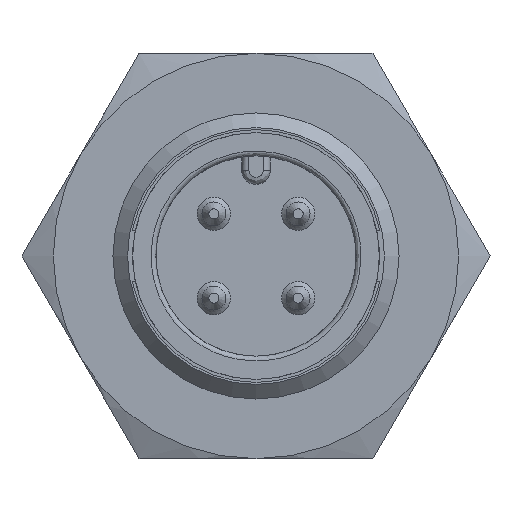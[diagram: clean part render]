
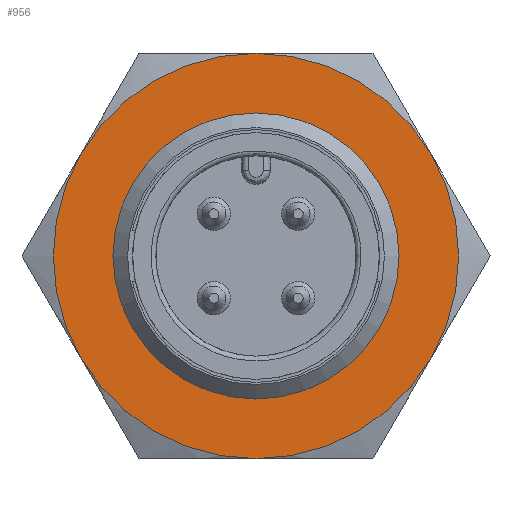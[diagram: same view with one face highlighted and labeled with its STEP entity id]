
A CAD part, left-side view. The second image highlights one B-rep face of the part: STEP entity #956.
In plain terms, the highlighted face is planar.
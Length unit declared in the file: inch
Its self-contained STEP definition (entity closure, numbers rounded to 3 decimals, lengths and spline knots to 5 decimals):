
#167 = CARTESIAN_POINT ( 'NONE',  ( 0., 1.09843, 0. ) ) ;
#367 = VERTEX_POINT ( 'NONE', #4811 ) ;
#534 = FACE_BOUND ( 'NONE', #2496, .T. ) ;
#546 = CARTESIAN_POINT ( 'NONE',  ( 0., 1.09843, 0. ) ) ;
#766 = CIRCLE ( 'NONE', #4837, 0.33465 ) ;
#800 = ORIENTED_EDGE ( 'NONE', *, *, #3650, .F. ) ;
#822 = DIRECTION ( 'NONE',  ( 0., 0., -1. ) ) ;
#956 = ADVANCED_FACE ( 'NONE', ( #1762, #534 ), #4287, .F. ) ;
#1078 = DIRECTION ( 'NONE',  ( 0., 0., 1. ) ) ;
#1233 = VERTEX_POINT ( 'NONE', #1939 ) ;
#1245 = CARTESIAN_POINT ( 'NONE',  ( 0., 1.09843, 0. ) ) ;
#1257 = VERTEX_POINT ( 'NONE', #3859 ) ;
#1302 = CIRCLE ( 'NONE', #5046, 0.33465 ) ;
#1348 = EDGE_CURVE ( 'NONE', #1233, #367, #3181, .T. ) ;
#1533 = ORIENTED_EDGE ( 'NONE', *, *, #4826, .F. ) ;
#1645 = CARTESIAN_POINT ( 'NONE',  ( 0.28981, 1.09843, 0.16732 ) ) ;
#1652 = CARTESIAN_POINT ( 'NONE',  ( 0.33465, 1.09843, 0. ) ) ;
#1679 = AXIS2_PLACEMENT_3D ( 'NONE', #1652, #2124, #3807 ) ;
#1693 = CARTESIAN_POINT ( 'NONE',  ( 0., 1.09843, 0. ) ) ;
#1719 = VERTEX_POINT ( 'NONE', #1645 ) ;
#1762 = FACE_OUTER_BOUND ( 'NONE', #3867, .T. ) ;
#1775 = CARTESIAN_POINT ( 'NONE',  ( -0.28981, 1.09843, -0.16732 ) ) ;
#1796 = EDGE_CURVE ( 'NONE', #3730, #1719, #3630, .T. ) ;
#1939 = CARTESIAN_POINT ( 'NONE',  ( 0.28981, 1.09843, -0.16732 ) ) ;
#1947 = VERTEX_POINT ( 'NONE', #4869 ) ;
#1982 = CARTESIAN_POINT ( 'NONE',  ( 0., 1.09843, 0. ) ) ;
#1984 = DIRECTION ( 'NONE',  ( 0., 1., 0. ) ) ;
#2084 = DIRECTION ( 'NONE',  ( 0., 0., 1. ) ) ;
#2093 = ORIENTED_EDGE ( 'NONE', *, *, #1348, .F. ) ;
#2124 = DIRECTION ( 'NONE',  ( 0., 1., 0. ) ) ;
#2179 = ORIENTED_EDGE ( 'NONE', *, *, #2280, .F. ) ;
#2269 = CARTESIAN_POINT ( 'NONE',  ( 0., 1.09843, 0. ) ) ;
#2280 = EDGE_CURVE ( 'NONE', #1257, #3730, #2453, .T. ) ;
#2415 = ORIENTED_EDGE ( 'NONE', *, *, #3856, .F. ) ;
#2453 = CIRCLE ( 'NONE', #3676, 0.33465 ) ;
#2496 = EDGE_LOOP ( 'NONE', ( #2415 ) ) ;
#2666 = DIRECTION ( 'NONE',  ( 0., 0., 1. ) ) ;
#2689 = AXIS2_PLACEMENT_3D ( 'NONE', #546, #5233, #2666 ) ;
#2873 = ORIENTED_EDGE ( 'NONE', *, *, #4270, .F. ) ;
#2930 = DIRECTION ( 'NONE',  ( 0., 1., 0. ) ) ;
#2994 = VERTEX_POINT ( 'NONE', #1775 ) ;
#3120 = DIRECTION ( 'NONE',  ( 0., 1., 0. ) ) ;
#3181 = CIRCLE ( 'NONE', #5065, 0.33465 ) ;
#3267 = DIRECTION ( 'NONE',  ( 0., 0., 1. ) ) ;
#3362 = AXIS2_PLACEMENT_3D ( 'NONE', #2269, #4765, #1078 ) ;
#3630 = CIRCLE ( 'NONE', #3362, 0.33465 ) ;
#3650 = EDGE_CURVE ( 'NONE', #1719, #1233, #1302, .T. ) ;
#3661 = ORIENTED_EDGE ( 'NONE', *, *, #1796, .F. ) ;
#3676 = AXIS2_PLACEMENT_3D ( 'NONE', #167, #3120, #3878 ) ;
#3730 = VERTEX_POINT ( 'NONE', #4758 ) ;
#3758 = DIRECTION ( 'NONE',  ( 0., -1., 0. ) ) ;
#3807 = DIRECTION ( 'NONE',  ( 0., 0., 1. ) ) ;
#3856 = EDGE_CURVE ( 'NONE', #1947, #1947, #4057, .T. ) ;
#3859 = CARTESIAN_POINT ( 'NONE',  ( -0.28981, 1.09843, 0.16732 ) ) ;
#3867 = EDGE_LOOP ( 'NONE', ( #800, #3661, #2179, #2873, #1533, #2093 ) ) ;
#3878 = DIRECTION ( 'NONE',  ( 0., 0., 1. ) ) ;
#4033 = DIRECTION ( 'NONE',  ( 0., 0., 1. ) ) ;
#4057 = CIRCLE ( 'NONE', #4775, 0.23622 ) ;
#4270 = EDGE_CURVE ( 'NONE', #2994, #1257, #766, .T. ) ;
#4287 = PLANE ( 'NONE',  #1679 ) ;
#4455 = CARTESIAN_POINT ( 'NONE',  ( 0., 1.09843, 0. ) ) ;
#4758 = CARTESIAN_POINT ( 'NONE',  ( 0., 1.09843, 0.33465 ) ) ;
#4765 = DIRECTION ( 'NONE',  ( 0., 1., 0. ) ) ;
#4775 = AXIS2_PLACEMENT_3D ( 'NONE', #1245, #3758, #822 ) ;
#4811 = CARTESIAN_POINT ( 'NONE',  ( 0., 1.09843, -0.33465 ) ) ;
#4826 = EDGE_CURVE ( 'NONE', #367, #2994, #5093, .T. ) ;
#4837 = AXIS2_PLACEMENT_3D ( 'NONE', #4455, #1984, #4033 ) ;
#4869 = CARTESIAN_POINT ( 'NONE',  ( 0., 1.09843, -0.23622 ) ) ;
#5046 = AXIS2_PLACEMENT_3D ( 'NONE', #1693, #2930, #2084 ) ;
#5065 = AXIS2_PLACEMENT_3D ( 'NONE', #1982, #5296, #3267 ) ;
#5093 = CIRCLE ( 'NONE', #2689, 0.33465 ) ;
#5233 = DIRECTION ( 'NONE',  ( 0., 1., 0. ) ) ;
#5296 = DIRECTION ( 'NONE',  ( 0., 1., 0. ) ) ;
